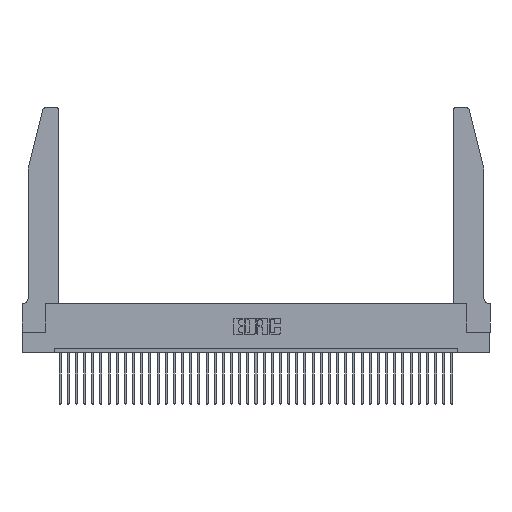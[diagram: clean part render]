
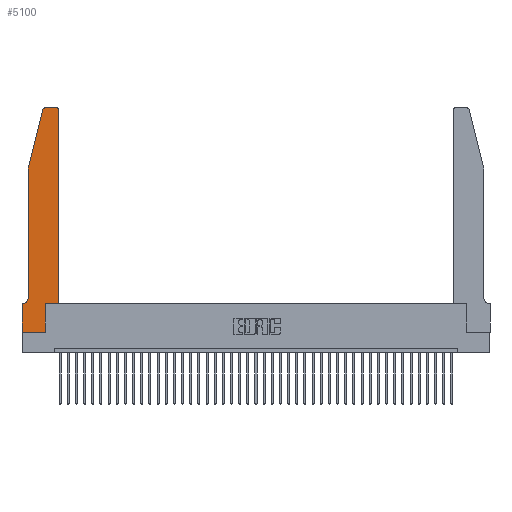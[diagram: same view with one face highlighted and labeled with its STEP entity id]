
A CAD part, top view. The second image highlights one B-rep face of the part: STEP entity #5100.
In plain terms, the highlighted planar face has unit normal (0, 0, 1).
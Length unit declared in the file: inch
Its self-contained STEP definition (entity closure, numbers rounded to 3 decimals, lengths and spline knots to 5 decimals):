
#68 = LINE ( 'NONE', #13542, #18239 ) ;
#727 = VERTEX_POINT ( 'NONE', #40565 ) ;
#843 = DIRECTION ( 'NONE',  ( 0., 1., 0. ) ) ;
#1239 = DIRECTION ( 'NONE',  ( 1., 0., 0. ) ) ;
#1962 = EDGE_LOOP ( 'NONE', ( #14016, #9784, #25972, #31499, #23056, #34705, #11596, #12470, #7233, #14882, #36951, #12521 ) ) ;
#2329 = CARTESIAN_POINT ( 'NONE',  ( 0., 0.35, 0.37 ) ) ;
#2454 = AXIS2_PLACEMENT_3D ( 'NONE', #39961, #26985, #23946 ) ;
#2529 = EDGE_CURVE ( 'NONE', #26385, #727, #14536, .T. ) ;
#2730 = LINE ( 'NONE', #5853, #33225 ) ;
#2909 = EDGE_CURVE ( 'NONE', #25696, #27587, #33634, .T. ) ;
#3234 = CARTESIAN_POINT ( 'NONE',  ( 0.0755, 2., 0.37 ) ) ;
#3643 = CARTESIAN_POINT ( 'NONE',  ( 0.2865, 0.35, 0.37 ) ) ;
#3962 = CARTESIAN_POINT ( 'NONE',  ( 0.0755, 2., 0.37 ) ) ;
#5100 = ADVANCED_FACE ( 'NONE', ( #40707 ), #33159, .T. ) ;
#5121 = DIRECTION ( 'NONE',  ( -1., 0., 0. ) ) ;
#5828 = EDGE_CURVE ( 'NONE', #8941, #7187, #7643, .T. ) ;
#5853 = CARTESIAN_POINT ( 'NONE',  ( 0.0755, 0.35, 0.37 ) ) ;
#5856 = CARTESIAN_POINT ( 'NONE',  ( 0.4505, 2.72, 0.37 ) ) ;
#6600 = EDGE_CURVE ( 'NONE', #24801, #36524, #28256, .T. ) ;
#6841 = VERTEX_POINT ( 'NONE', #30386 ) ;
#7187 = VERTEX_POINT ( 'NONE', #35798 ) ;
#7233 = ORIENTED_EDGE ( 'NONE', *, *, #38028, .T. ) ;
#7410 = EDGE_CURVE ( 'NONE', #7187, #25696, #8596, .T. ) ;
#7643 = CIRCLE ( 'NONE', #22626, 0.03 ) ;
#8596 = LINE ( 'NONE', #40226, #32089 ) ;
#8941 = VERTEX_POINT ( 'NONE', #5856 ) ;
#9784 = ORIENTED_EDGE ( 'NONE', *, *, #2909, .T. ) ;
#10989 = CARTESIAN_POINT ( 'NONE',  ( 0.0055, 0.35, 0.37 ) ) ;
#11483 = VECTOR ( 'NONE', #26197, 39.37008 ) ;
#11596 = ORIENTED_EDGE ( 'NONE', *, *, #36872, .T. ) ;
#11756 = VECTOR ( 'NONE', #843, 39.37008 ) ;
#12470 = ORIENTED_EDGE ( 'NONE', *, *, #2529, .T. ) ;
#12521 = ORIENTED_EDGE ( 'NONE', *, *, #5828, .T. ) ;
#12976 = DIRECTION ( 'NONE',  ( -1., 0., 0. ) ) ;
#13476 = CARTESIAN_POINT ( 'NONE',  ( 0.0755, 0.42, 0.37 ) ) ;
#13542 = CARTESIAN_POINT ( 'NONE',  ( 0., 0., 0.37 ) ) ;
#13605 = VECTOR ( 'NONE', #14360, 39.37008 ) ;
#14016 = ORIENTED_EDGE ( 'NONE', *, *, #7410, .T. ) ;
#14136 = EDGE_CURVE ( 'NONE', #20377, #6841, #38001, .T. ) ;
#14360 = DIRECTION ( 'NONE',  ( 0., 1., 0. ) ) ;
#14536 = LINE ( 'NONE', #34350, #19808 ) ;
#14882 = ORIENTED_EDGE ( 'NONE', *, *, #14136, .T. ) ;
#15484 = CARTESIAN_POINT ( 'NONE',  ( 0.0755, 2., 0.37 ) ) ;
#15798 = DIRECTION ( 'NONE',  ( 0., -1., 0. ) ) ;
#16389 = CARTESIAN_POINT ( 'NONE',  ( 0.2865, 0.35, 0.37 ) ) ;
#18126 = CARTESIAN_POINT ( 'NONE',  ( 0.284, 2.72, 0.37 ) ) ;
#18239 = VECTOR ( 'NONE', #25970, 39.37008 ) ;
#18672 = DIRECTION ( 'NONE',  ( 1., 0., 0. ) ) ;
#19360 = CARTESIAN_POINT ( 'NONE',  ( 0.284, 2.75, 0.37 ) ) ;
#19718 = EDGE_CURVE ( 'NONE', #27587, #31648, #40092, .T. ) ;
#19808 = VECTOR ( 'NONE', #18672, 39.37008 ) ;
#20377 = VERTEX_POINT ( 'NONE', #3643 ) ;
#21014 = VERTEX_POINT ( 'NONE', #2329 ) ;
#21894 = DIRECTION ( 'NONE',  ( 1., 0., 0. ) ) ;
#22626 = AXIS2_PLACEMENT_3D ( 'NONE', #32854, #30004, #1239 ) ;
#23056 = ORIENTED_EDGE ( 'NONE', *, *, #6600, .T. ) ;
#23946 = DIRECTION ( 'NONE',  ( 1., 0., 0. ) ) ;
#24318 = VECTOR ( 'NONE', #15798, 39.37008 ) ;
#24801 = VERTEX_POINT ( 'NONE', #13476 ) ;
#24860 = EDGE_CURVE ( 'NONE', #6841, #8941, #30372, .T. ) ;
#25696 = VERTEX_POINT ( 'NONE', #19360 ) ;
#25896 = LINE ( 'NONE', #16389, #11756 ) ;
#25970 = DIRECTION ( 'NONE',  ( 0., -1., 0. ) ) ;
#25972 = ORIENTED_EDGE ( 'NONE', *, *, #19718, .T. ) ;
#26197 = DIRECTION ( 'NONE',  ( 1., 0., 0. ) ) ;
#26385 = VERTEX_POINT ( 'NONE', #29686 ) ;
#26632 = EDGE_CURVE ( 'NONE', #31648, #24801, #30720, .T. ) ;
#26985 = DIRECTION ( 'NONE',  ( 0., 0., 1. ) ) ;
#27587 = VERTEX_POINT ( 'NONE', #31881 ) ;
#28256 = CIRCLE ( 'NONE', #40726, 0.07 ) ;
#29259 = CARTESIAN_POINT ( 'NONE',  ( 0.4505, 0.35, 0.37 ) ) ;
#29686 = CARTESIAN_POINT ( 'NONE',  ( 0., 0., 0.37 ) ) ;
#29866 = CARTESIAN_POINT ( 'NONE',  ( 0.4505, 0.35, 0.37 ) ) ;
#30004 = DIRECTION ( 'NONE',  ( 0., 0., 1. ) ) ;
#30372 = LINE ( 'NONE', #29866, #13605 ) ;
#30386 = CARTESIAN_POINT ( 'NONE',  ( 0.4505, 0.35, 0.37 ) ) ;
#30720 = LINE ( 'NONE', #15484, #24318 ) ;
#31499 = ORIENTED_EDGE ( 'NONE', *, *, #26632, .T. ) ;
#31648 = VERTEX_POINT ( 'NONE', #3234 ) ;
#31782 = DIRECTION ( 'NONE',  ( 0., 0., -1. ) ) ;
#31881 = CARTESIAN_POINT ( 'NONE',  ( 0.25487, 2.72718, 0.37 ) ) ;
#32089 = VECTOR ( 'NONE', #5121, 39.37008 ) ;
#32854 = CARTESIAN_POINT ( 'NONE',  ( 0.4205, 2.72, 0.37 ) ) ;
#33159 = PLANE ( 'NONE',  #2454 ) ;
#33225 = VECTOR ( 'NONE', #37477, 39.37008 ) ;
#33634 = CIRCLE ( 'NONE', #37461, 0.03 ) ;
#33645 = VECTOR ( 'NONE', #35293, 39.37008 ) ;
#34350 = CARTESIAN_POINT ( 'NONE',  ( 0., 0., 0.37 ) ) ;
#34705 = ORIENTED_EDGE ( 'NONE', *, *, #40269, .T. ) ;
#35293 = DIRECTION ( 'NONE',  ( -0.239, -0.971, 0. ) ) ;
#35798 = CARTESIAN_POINT ( 'NONE',  ( 0.4205, 2.75, 0.37 ) ) ;
#36524 = VERTEX_POINT ( 'NONE', #10989 ) ;
#36872 = EDGE_CURVE ( 'NONE', #21014, #26385, #68, .T. ) ;
#36951 = ORIENTED_EDGE ( 'NONE', *, *, #24860, .T. ) ;
#37461 = AXIS2_PLACEMENT_3D ( 'NONE', #18126, #40163, #21894 ) ;
#37477 = DIRECTION ( 'NONE',  ( -1., 0., 0. ) ) ;
#38001 = LINE ( 'NONE', #29259, #11483 ) ;
#38028 = EDGE_CURVE ( 'NONE', #727, #20377, #25896, .T. ) ;
#38147 = CARTESIAN_POINT ( 'NONE',  ( 0.0055, 0.42, 0.37 ) ) ;
#39961 = CARTESIAN_POINT ( 'NONE',  ( 0., 0.35, 0.37 ) ) ;
#40092 = LINE ( 'NONE', #3962, #33645 ) ;
#40163 = DIRECTION ( 'NONE',  ( 0., 0., 1. ) ) ;
#40226 = CARTESIAN_POINT ( 'NONE',  ( 0.2605, 2.75, 0.37 ) ) ;
#40269 = EDGE_CURVE ( 'NONE', #36524, #21014, #2730, .T. ) ;
#40565 = CARTESIAN_POINT ( 'NONE',  ( 0.2865, 0., 0.37 ) ) ;
#40707 = FACE_OUTER_BOUND ( 'NONE', #1962, .T. ) ;
#40726 = AXIS2_PLACEMENT_3D ( 'NONE', #38147, #31782, #12976 ) ;
